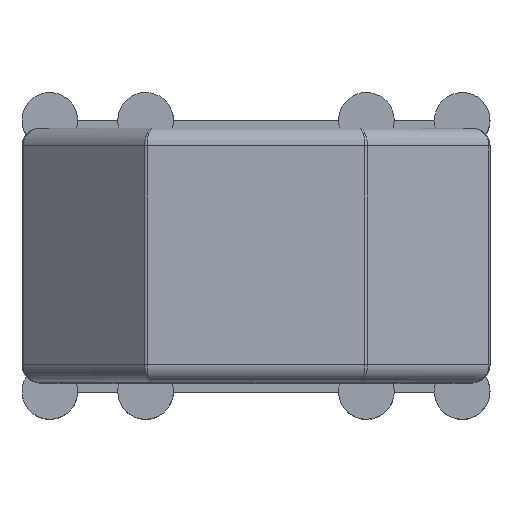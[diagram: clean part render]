
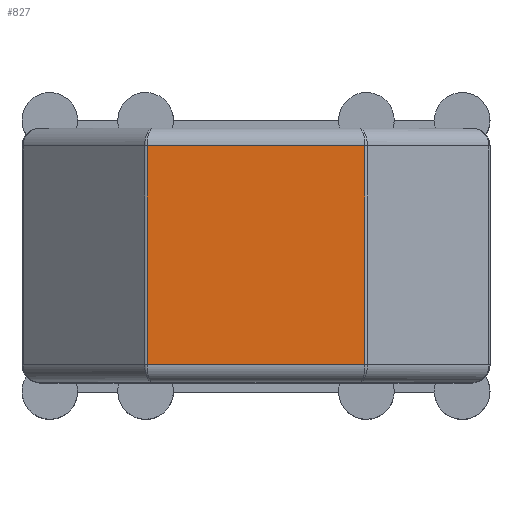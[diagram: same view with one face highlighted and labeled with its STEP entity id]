
A CAD part, top view. The second image highlights one B-rep face of the part: STEP entity #827.
In plain terms, the highlighted planar face has unit normal (0, 0, 1).
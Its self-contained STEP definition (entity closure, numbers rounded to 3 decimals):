
#827 = ADVANCED_FACE( '', ( #2025 ), #2026, .F. );
#2025 = FACE_OUTER_BOUND( '', #4943, .T. );
#2026 = PLANE( '', #4944 );
#4943 = EDGE_LOOP( '', ( #15051, #15052, #15053, #15054 ) );
#4944 = AXIS2_PLACEMENT_3D( '', #15055, #15056, #15057 );
#15051 = ORIENTED_EDGE( '', *, *, #18126, .T. );
#15052 = ORIENTED_EDGE( '', *, *, #18519, .T. );
#15053 = ORIENTED_EDGE( '', *, *, #18520, .T. );
#15054 = ORIENTED_EDGE( '', *, *, #18521, .T. );
#15055 = CARTESIAN_POINT( '', ( 6.25, -7.2, 27. ) );
#15056 = DIRECTION( '', ( 0., 0., -1. ) );
#15057 = DIRECTION( '', ( -1., 0., 0. ) );
#18126 = EDGE_CURVE( '', #19632, #19630, #19633, .T. );
#18519 = EDGE_CURVE( '', #19630, #20275, #20276, .F. );
#18520 = EDGE_CURVE( '', #20275, #20277, #20278, .F. );
#18521 = EDGE_CURVE( '', #20277, #19632, #20279, .T. );
#19630 = VERTEX_POINT( '', #21888 );
#19632 = VERTEX_POINT( '', #21890 );
#19633 = LINE( '', #21891, #21892 );
#20275 = VERTEX_POINT( '', #23054 );
#20276 = LINE( '', #23055, #23056 );
#20277 = VERTEX_POINT( '', #23057 );
#20278 = LINE( '', #23058, #23059 );
#20279 = LINE( '', #23060, #23061 );
#21888 = CARTESIAN_POINT( '', ( -6.167, 6.2, 27. ) );
#21890 = CARTESIAN_POINT( '', ( 6.167, 6.2, 27. ) );
#21891 = CARTESIAN_POINT( '', ( 6.25, 6.2, 27. ) );
#21892 = VECTOR( '', #25336, 1000. );
#23054 = CARTESIAN_POINT( '', ( -6.167, -6.2, 27. ) );
#23055 = CARTESIAN_POINT( '', ( -6.167, -7.2, 27. ) );
#23056 = VECTOR( '', #25738, 1000. );
#23057 = CARTESIAN_POINT( '', ( 6.167, -6.2, 27. ) );
#23058 = CARTESIAN_POINT( '', ( 6.25, -6.2, 27. ) );
#23059 = VECTOR( '', #25739, 1000. );
#23060 = CARTESIAN_POINT( '', ( 6.167, -7.2, 27. ) );
#23061 = VECTOR( '', #25740, 1000. );
#25336 = DIRECTION( '', ( -1., 0., 0. ) );
#25738 = DIRECTION( '', ( 0., 1., 0. ) );
#25739 = DIRECTION( '', ( -1., 0., 0. ) );
#25740 = DIRECTION( '', ( 0., 1., 0. ) );
